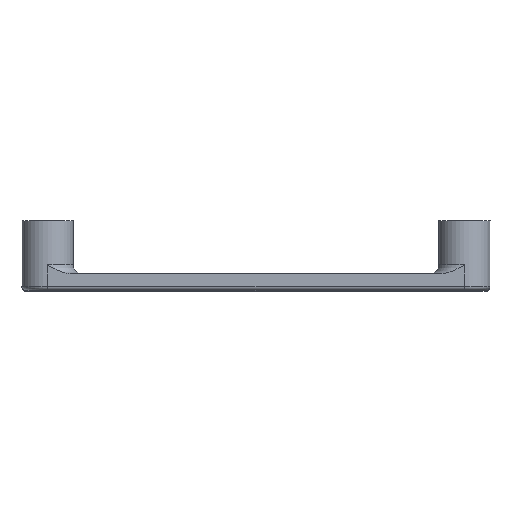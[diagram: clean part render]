
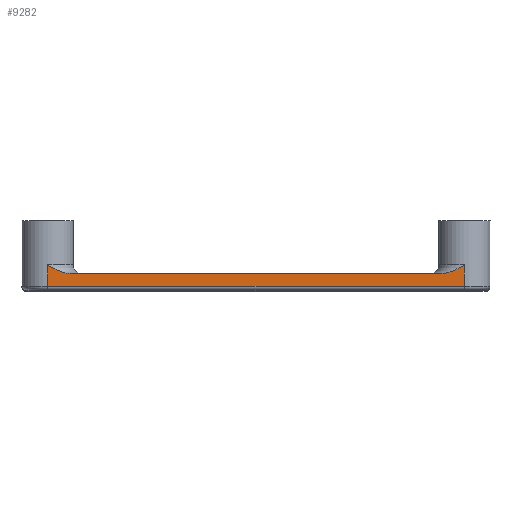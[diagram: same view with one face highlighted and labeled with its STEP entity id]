
A CAD part, top view. The second image highlights one B-rep face of the part: STEP entity #9282.
In plain terms, the highlighted planar face has unit normal (0, 0, 1).
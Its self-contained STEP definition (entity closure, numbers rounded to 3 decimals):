
#20=LINE('',#13968,#696);
#24=LINE('',#14009,#700);
#505=LINE('',#16185,#1181);
#517=LINE('',#16216,#1193);
#696=VECTOR('',#10748,10.);
#700=VECTOR('',#10772,10.);
#1181=VECTOR('',#13265,10.);
#1193=VECTOR('',#13301,10.);
#1646=B_SPLINE_CURVE_WITH_KNOTS('',3,(#13951,#13952,#13953,#13954),
 .UNSPECIFIED.,.F.,.F.,(4,4),(0.626,0.899),
 .UNSPECIFIED.);
#1651=B_SPLINE_CURVE_WITH_KNOTS('',3,(#14002,#14003,#14004,#14005),
 .UNSPECIFIED.,.F.,.F.,(4,4),(0.,0.273),.UNSPECIFIED.);
#2268=FACE_OUTER_BOUND('',#2857,.T.);
#2857=EDGE_LOOP('',(#7895,#7896,#7897,#7898,#7899,#7900));
#3743=VERTEX_POINT('',#13948);
#3744=VERTEX_POINT('',#13950);
#3748=VERTEX_POINT('',#13967);
#3757=VERTEX_POINT('',#13999);
#3758=VERTEX_POINT('',#14001);
#3759=VERTEX_POINT('',#14008);
#4580=EDGE_CURVE('',#3743,#3744,#1646,.T.);
#4586=EDGE_CURVE('',#3744,#3748,#20,.T.);
#4598=EDGE_CURVE('',#3757,#3758,#1651,.T.);
#4600=EDGE_CURVE('',#3757,#3759,#24,.T.);
#5691=EDGE_CURVE('',#3748,#3759,#505,.T.);
#5706=EDGE_CURVE('',#3758,#3743,#517,.T.);
#7895=ORIENTED_EDGE('',*,*,#5691,.F.);
#7896=ORIENTED_EDGE('',*,*,#4586,.F.);
#7897=ORIENTED_EDGE('',*,*,#4580,.F.);
#7898=ORIENTED_EDGE('',*,*,#5706,.F.);
#7899=ORIENTED_EDGE('',*,*,#4598,.F.);
#7900=ORIENTED_EDGE('',*,*,#4600,.T.);
#8799=PLANE('',#10486);
#9282=ADVANCED_FACE('',(#2268),#8799,.T.);
#10486=AXIS2_PLACEMENT_3D('',#16215,#13299,#13300);
#10748=DIRECTION('',(0.,-1.,0.));
#10772=DIRECTION('',(0.,-1.,0.));
#13265=DIRECTION('',(-1.,0.,0.));
#13299=DIRECTION('center_axis',(0.,0.,
1.));
#13300=DIRECTION('ref_axis',(-1.,0.,0.));
#13301=DIRECTION('',(1.,0.,0.));
#13948=CARTESIAN_POINT('',(24.641,166.598,372.751));
#13950=CARTESIAN_POINT('',(27.287,167.598,372.751));
#13951=CARTESIAN_POINT('Ctrl Pts',(24.641,166.598,372.751));
#13952=CARTESIAN_POINT('Ctrl Pts',(25.552,166.598,372.751));
#13953=CARTESIAN_POINT('Ctrl Pts',(26.499,167.142,372.751));
#13954=CARTESIAN_POINT('Ctrl Pts',(27.287,167.598,372.751));
#13967=CARTESIAN_POINT('',(27.287,165.098,372.751));
#13968=CARTESIAN_POINT('',(27.287,166.598,372.751));
#13999=CARTESIAN_POINT('',(-21.713,167.598,372.751));
#14001=CARTESIAN_POINT('',(-19.067,166.598,372.751));
#14002=CARTESIAN_POINT('Ctrl Pts',(-21.713,167.598,372.751));
#14003=CARTESIAN_POINT('Ctrl Pts',(-20.924,167.142,372.751));
#14004=CARTESIAN_POINT('Ctrl Pts',(-19.977,166.598,372.751));
#14005=CARTESIAN_POINT('Ctrl Pts',(-19.067,166.598,372.751));
#14008=CARTESIAN_POINT('',(-21.713,165.098,372.751));
#14009=CARTESIAN_POINT('',(-21.713,166.598,372.751));
#16185=CARTESIAN_POINT('',(15.037,165.098,372.751));
#16215=CARTESIAN_POINT('Origin',(27.287,166.598,372.751));
#16216=CARTESIAN_POINT('',(-21.713,166.598,372.751));
